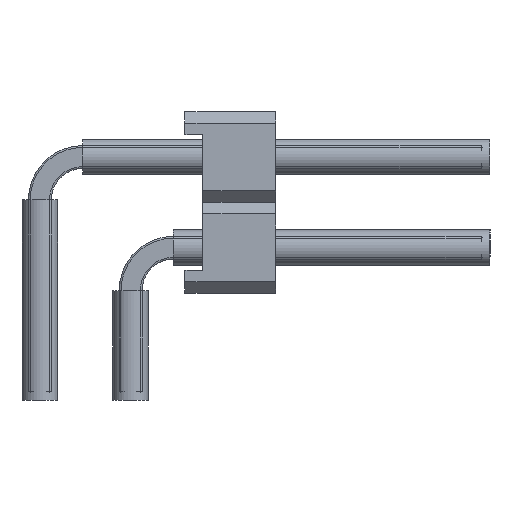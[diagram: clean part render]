
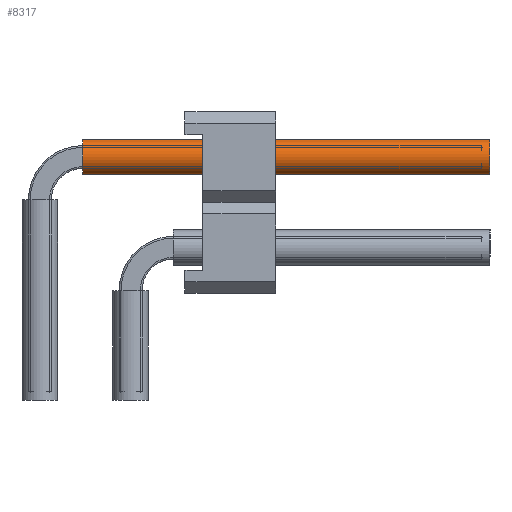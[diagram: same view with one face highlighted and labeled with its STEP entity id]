
A CAD part, left-side view. The second image highlights one B-rep face of the part: STEP entity #8317.
In plain terms, the highlighted cylindrical face has radius 0.5 mm (diameter 1 mm), a full revolution.
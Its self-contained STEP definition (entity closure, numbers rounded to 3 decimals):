
#4566=ORIENTED_EDGE('',*,*,#5752,.F.);
#4567=ORIENTED_EDGE('',*,*,#5753,.T.);
#5752=EDGE_CURVE('',#6540,#6540,#6820,.T.);
#5753=EDGE_CURVE('',#6541,#6541,#6821,.T.);
#6540=VERTEX_POINT('',#13897);
#6541=VERTEX_POINT('',#13899);
#6820=CIRCLE('',#9106,0.5);
#6821=CIRCLE('',#9107,0.5);
#7292=EDGE_LOOP('',(#4566));
#7293=EDGE_LOOP('',(#4567));
#7764=FACE_BOUND('',#7292,.T.);
#7765=FACE_BOUND('',#7293,.T.);
#7909=CYLINDRICAL_SURFACE('',#9105,0.5);
#8317=ADVANCED_FACE('',(#7764,#7765),#7909,.F.);
#9105=AXIS2_PLACEMENT_3D('',#13895,#11452,#11453);
#9106=AXIS2_PLACEMENT_3D('',#13896,#11454,#11455);
#9107=AXIS2_PLACEMENT_3D('',#13898,#11456,#11457);
#11452=DIRECTION('',(1.,0.,0.));
#11453=DIRECTION('',(0.,0.,-1.));
#11454=DIRECTION('',(-1.,0.,0.));
#11455=DIRECTION('',(0.,0.,1.));
#11456=DIRECTION('',(-1.,0.,0.));
#11457=DIRECTION('',(0.,0.,1.));
#13895=CARTESIAN_POINT('',(1.2,0.,6.81));
#13896=CARTESIAN_POINT('',(12.6,0.,6.81));
#13897=CARTESIAN_POINT('',(12.6,0.,7.31));
#13898=CARTESIAN_POINT('',(1.2,0.,6.81));
#13899=CARTESIAN_POINT('',(1.2,0.,7.31));
